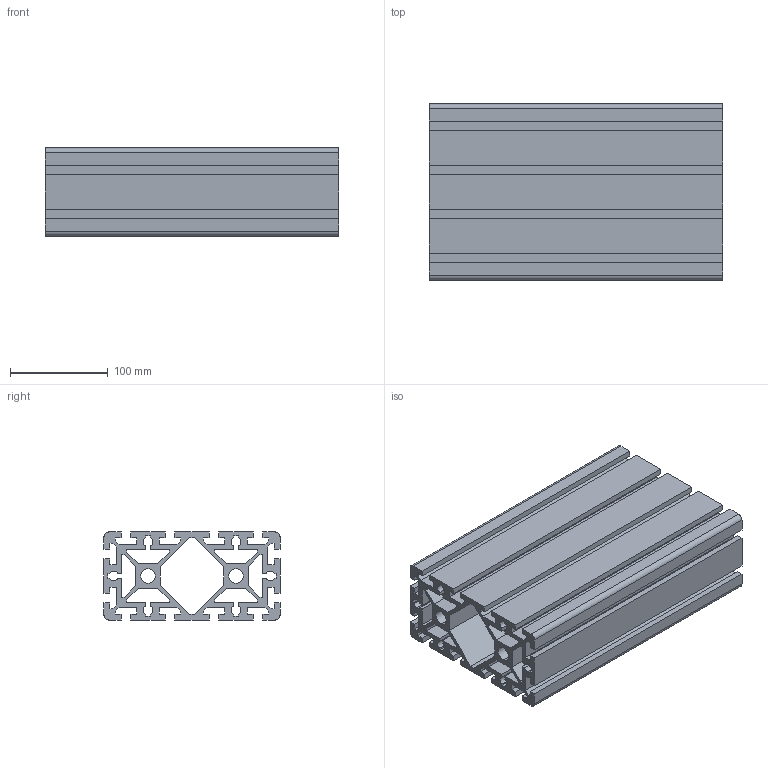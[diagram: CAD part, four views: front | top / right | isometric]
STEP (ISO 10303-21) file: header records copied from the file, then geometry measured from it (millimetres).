
FILE_DESCRIPTION (( 'STEP AP214' ), '1' );
FILE_NAME ('3_842_990_416_300-Bosch.step', '2020-07-03T06:35:37', ( '' ), ( '' ), 'SwSTEP 2.0', 'SolidWorks 2010', '' );
FILE_SCHEMA (( 'AUTOMOTIVE_DESIGN' ));
Length unit declared in the file: millimetre
Products named in the file (1): 3_842_990_416_300-Bosch
Bounding box: 300 x 180 x 90 mm (x, y, z)
Volume: 1948393.4 mm3; surface area: 679090.4 mm2
Topology: 1 solids, 1 shells, 216 faces, 642 edges, 428 vertices
Faces by surface type: plane 194, cylinder 22
Entity records: 7200 total; most frequent: CARTESIAN_POINT 1287, ORIENTED_EDGE 1284, DIRECTION 1120, EDGE_CURVE 642, LINE 598, VECTOR 598, VERTEX_POINT 428, AXIS2_PLACEMENT_3D 261
